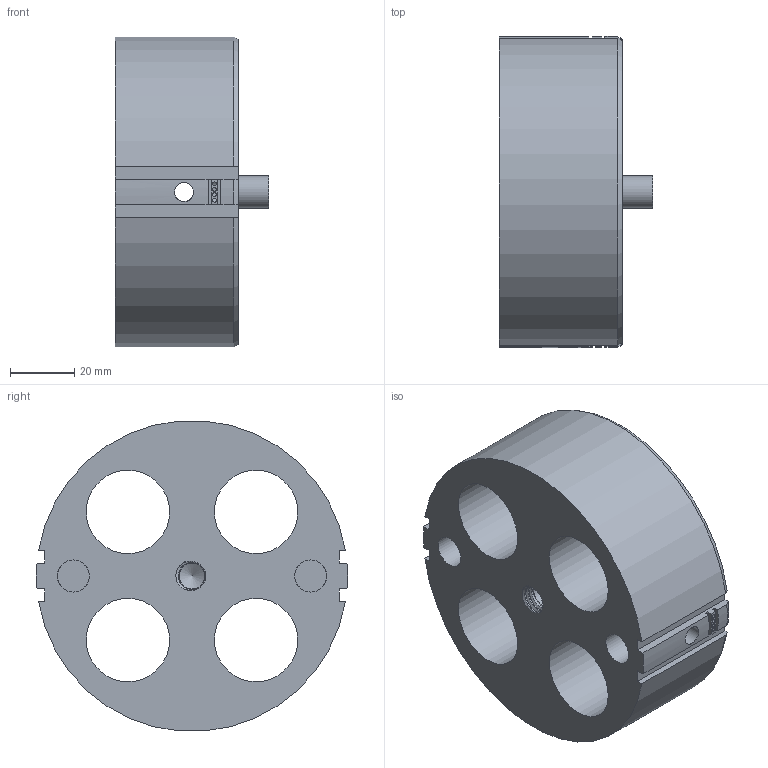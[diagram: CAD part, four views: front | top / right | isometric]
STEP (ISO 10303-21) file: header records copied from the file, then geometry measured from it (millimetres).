
FILE_DESCRIPTION(('FreeCAD Model'),'2;1');
FILE_NAME('Open CASCADE Shape Model','2024-09-27T13:55:11',(''),(''), 'Open CASCADE STEP processor 7.6','FreeCAD','Unknown');
FILE_SCHEMA(('AUTOMOTIVE_DESIGN { 1 0 10303 214 1 1 1 1 }'));
Length unit declared in the file: millimetre
Products named in the file (1): Modele Tp97Montabert
Bounding box: 48 x 97.01 x 96.68 mm (x, y, z)
Volume: 193181.6 mm3; surface area: 39806.3 mm2
Topology: 1 solids, 1 shells, 87 faces, 240 edges, 154 vertices
Faces by surface type: cylinder 35, plane 34, bspline 9, cone 9
Full cylindrical faces by diameter (mm): 1.2 x8, 2 x1, 6 x4, 8 x1, 8.532 x2, 10 x3, 26 x4
Entity records: 12194 total; most frequent: CARTESIAN_POINT 7604, DIRECTION 768, ORIENTED_EDGE 476, PCURVE 476, DEFINITIONAL_REPRESENTATION 476, LINE 455, VECTOR 455, EDGE_CURVE 238
